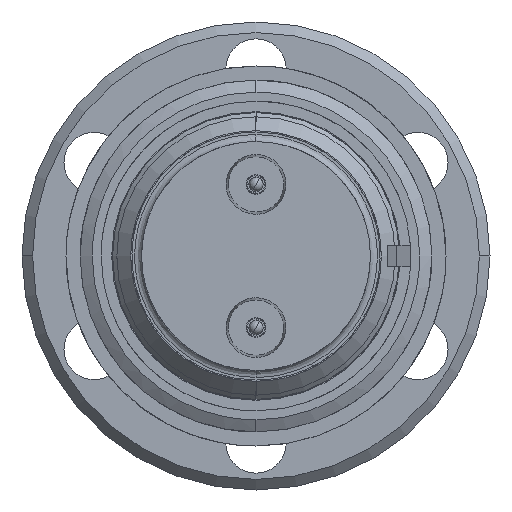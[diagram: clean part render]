
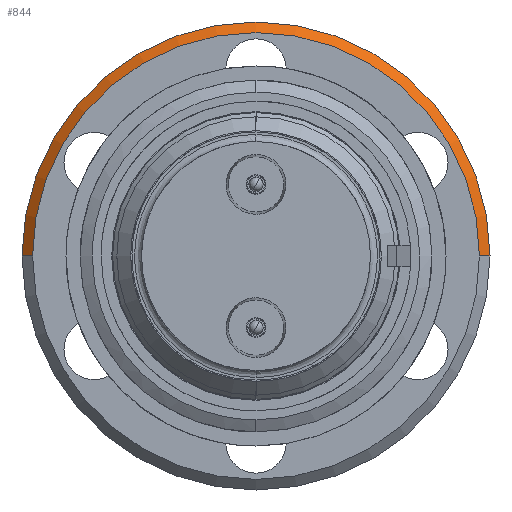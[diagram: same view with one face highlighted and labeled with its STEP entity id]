
A CAD part, front view. The second image highlights one B-rep face of the part: STEP entity #844.
In plain terms, the highlighted conical face has half-angle 45 degrees and reference radius 16.129 mm.
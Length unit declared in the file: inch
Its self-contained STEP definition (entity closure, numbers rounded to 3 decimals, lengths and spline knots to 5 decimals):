
#844 = ADVANCED_FACE ( 'NONE', ( #4233 ), #4216, .T. ) ;
#2652 = VERTEX_POINT ( 'NONE', #6964 ) ;
#2736 = VERTEX_POINT ( 'NONE', #7048 ) ;
#3441 = EDGE_CURVE ( 'NONE', #8215, #11918, #3877, .T. ) ;
#3444 = EDGE_CURVE ( 'NONE', #2652, #2736, #3872, .T. ) ;
#3445 = EDGE_CURVE ( 'NONE', #2736, #11918, #3875, .T. ) ;
#3446 = EDGE_CURVE ( 'NONE', #2652, #8215, #3869, .T. ) ;
#3866 = VECTOR ( 'NONE', #8292, 39.37008 ) ;
#3868 = VECTOR ( 'NONE', #8278, 39.37008 ) ;
#3869 = LINE ( 'NONE', #8290, #3866 ) ;
#3872 = CIRCLE ( 'NONE', #4917, 0.635 ) ;
#3875 = LINE ( 'NONE', #8286, #3868 ) ;
#3877 = CIRCLE ( 'NONE', #4918, 0.665 ) ;
#4216 = CONICAL_SURFACE ( 'NONE', #5072, 0.635, 0.785 ) ;
#4233 = FACE_OUTER_BOUND ( 'NONE', #7852, .T. ) ;
#4917 = AXIS2_PLACEMENT_3D ( 'NONE', #8287, #8288, #8289 ) ;
#4918 = AXIS2_PLACEMENT_3D ( 'NONE', #8280, #8281, #8282 ) ;
#5072 = AXIS2_PLACEMENT_3D ( 'NONE', #9253, #9251, #9249 ) ;
#6964 = CARTESIAN_POINT ( 'NONE',  ( -0.635, 1.50779, 0. ) ) ;
#7048 = CARTESIAN_POINT ( 'NONE',  ( 0.635, 1.50779, 0. ) ) ;
#7852 = EDGE_LOOP ( 'NONE', ( #8082, #8083, #8084, #8085 ) ) ;
#8082 = ORIENTED_EDGE ( 'NONE', *, *, #3444, .T. ) ;
#8083 = ORIENTED_EDGE ( 'NONE', *, *, #3445, .T. ) ;
#8084 = ORIENTED_EDGE ( 'NONE', *, *, #3441, .F. ) ;
#8085 = ORIENTED_EDGE ( 'NONE', *, *, #3446, .F. ) ;
#8215 = VERTEX_POINT ( 'NONE', #10184 ) ;
#8278 = DIRECTION ( 'NONE',  ( 0.707, 0.707, 0. ) ) ;
#8280 = CARTESIAN_POINT ( 'NONE',  ( 0., 1.53779, 0. ) ) ;
#8281 = DIRECTION ( 'NONE',  ( 0., 1., 0. ) ) ;
#8282 = DIRECTION ( 'NONE',  ( -1., 0., 0. ) ) ;
#8286 = CARTESIAN_POINT ( 'NONE',  ( 0.635, 1.50779, 0. ) ) ;
#8287 = CARTESIAN_POINT ( 'NONE',  ( 0., 1.50779, 0. ) ) ;
#8288 = DIRECTION ( 'NONE',  ( 0., 1., 0. ) ) ;
#8289 = DIRECTION ( 'NONE',  ( -1., 0., 0. ) ) ;
#8290 = CARTESIAN_POINT ( 'NONE',  ( -0.635, 1.50779, 0. ) ) ;
#8292 = DIRECTION ( 'NONE',  ( -0.707, 0.707, 0. ) ) ;
#9249 = DIRECTION ( 'NONE',  ( -1., 0., 0. ) ) ;
#9251 = DIRECTION ( 'NONE',  ( 0., 1., 0. ) ) ;
#9253 = CARTESIAN_POINT ( 'NONE',  ( 0., 1.50779, 0. ) ) ;
#10184 = CARTESIAN_POINT ( 'NONE',  ( -0.665, 1.53779, 0. ) ) ;
#10242 = CARTESIAN_POINT ( 'NONE',  ( 0.665, 1.53779, 0. ) ) ;
#11918 = VERTEX_POINT ( 'NONE', #10242 ) ;
